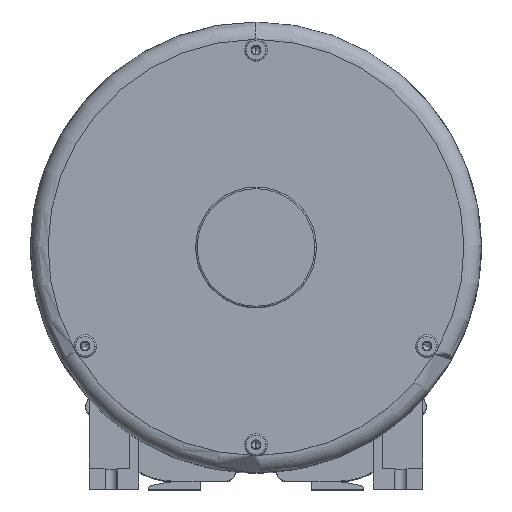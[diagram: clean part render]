
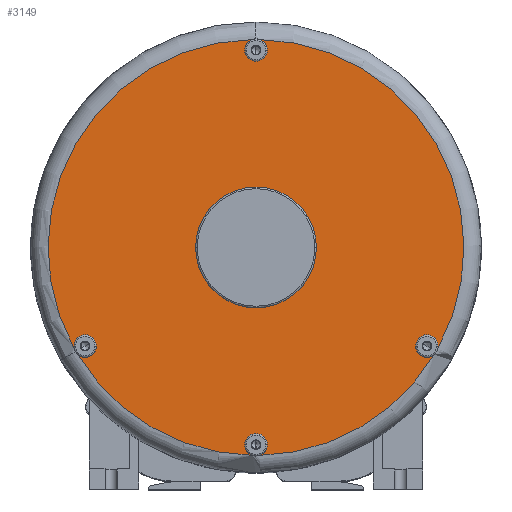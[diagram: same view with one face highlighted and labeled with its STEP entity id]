
A CAD part, top view. The second image highlights one B-rep face of the part: STEP entity #3149.
In plain terms, the highlighted face is planar.
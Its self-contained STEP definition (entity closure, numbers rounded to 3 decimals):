
#1076=CARTESIAN_POINT('',(-190.5,0.,0.));
#1077=DIRECTION('',(-1.,0.,0.));
#1078=DIRECTION('',(0.,0.,1.));
#1079=AXIS2_PLACEMENT_3D('',#1076,#1077,#1078);
#1081=CARTESIAN_POINT('',(-190.5,0.,0.));
#1082=DIRECTION('',(-1.,0.,0.));
#1083=DIRECTION('',(0.,0.,-1.));
#1084=AXIS2_PLACEMENT_3D('',#1081,#1082,#1083);
#1086=CARTESIAN_POINT('',(-190.5,0.,0.));
#1087=DIRECTION('',(-1.,0.,0.));
#1088=DIRECTION('',(0.,-0.515,-0.857));
#1089=AXIS2_PLACEMENT_3D('',#1086,#1087,#1088);
#1091=CARTESIAN_POINT('',(-190.5,-122.5,-212.176));
#1092=DIRECTION('',(-1.,0.,0.));
#1093=DIRECTION('',(0.,-0.759,-0.651));
#1094=AXIS2_PLACEMENT_3D('',#1091,#1092,#1093);
#1096=CARTESIAN_POINT('',(-190.5,-122.5,-212.176));
#1097=DIRECTION('',(-1.,0.,0.));
#1098=DIRECTION('',(0.,0.,1.));
#1099=AXIS2_PLACEMENT_3D('',#1096,#1097,#1098);
#1101=CARTESIAN_POINT('',(-190.5,-122.5,-212.176));
#1102=DIRECTION('',(-1.,0.,0.));
#1103=DIRECTION('',(0.,0.,-1.));
#1104=AXIS2_PLACEMENT_3D('',#1101,#1102,#1103);
#1106=CARTESIAN_POINT('',(-190.5,0.,0.));
#1107=DIRECTION('',(-1.,0.,0.));
#1108=DIRECTION('',(0.,1.,-0.018));
#1109=AXIS2_PLACEMENT_3D('',#1106,#1107,#1108);
#1111=CARTESIAN_POINT('',(-190.5,245.,0.));
#1112=DIRECTION('',(-1.,0.,0.));
#1113=DIRECTION('',(0.,0.943,-0.332));
#1114=AXIS2_PLACEMENT_3D('',#1111,#1112,#1113);
#1116=CARTESIAN_POINT('',(-190.5,245.,0.));
#1117=DIRECTION('',(-1.,0.,0.));
#1118=DIRECTION('',(0.,0.,-1.));
#1119=AXIS2_PLACEMENT_3D('',#1116,#1117,#1118);
#1121=CARTESIAN_POINT('',(-190.5,245.,0.));
#1122=DIRECTION('',(-1.,0.,0.));
#1123=DIRECTION('',(0.,0.,1.));
#1124=AXIS2_PLACEMENT_3D('',#1121,#1122,#1123);
#1126=CARTESIAN_POINT('',(-190.5,0.,0.));
#1127=DIRECTION('',(-1.,0.,0.));
#1128=DIRECTION('',(0.,-0.484,0.875));
#1129=AXIS2_PLACEMENT_3D('',#1126,#1127,#1128);
#1131=CARTESIAN_POINT('',(-190.5,-122.5,212.176));
#1132=DIRECTION('',(-1.,0.,0.));
#1133=DIRECTION('',(0.,-0.185,0.983));
#1134=AXIS2_PLACEMENT_3D('',#1131,#1132,#1133);
#1136=CARTESIAN_POINT('',(-190.5,-122.5,212.176));
#1137=DIRECTION('',(-1.,0.,0.));
#1138=DIRECTION('',(0.,0.,1.));
#1139=AXIS2_PLACEMENT_3D('',#1136,#1137,#1138);
#1141=CARTESIAN_POINT('',(-190.5,-122.5,212.176));
#1142=DIRECTION('',(-1.,0.,0.));
#1143=DIRECTION('',(0.,0.,-1.));
#1144=AXIS2_PLACEMENT_3D('',#1141,#1142,#1143);
#1146=CARTESIAN_POINT('',(-190.5,0.,0.));
#1147=DIRECTION('',(-1.,0.,0.));
#1148=DIRECTION('',(0.,-1.,0.018));
#1149=AXIS2_PLACEMENT_3D('',#1146,#1147,#1148);
#1151=CARTESIAN_POINT('',(-190.5,-245.,0.));
#1152=DIRECTION('',(-1.,0.,0.));
#1153=DIRECTION('',(0.,-0.943,0.332));
#1154=AXIS2_PLACEMENT_3D('',#1151,#1152,#1153);
#1156=CARTESIAN_POINT('',(-190.5,-245.,0.));
#1157=DIRECTION('',(-1.,0.,0.));
#1158=DIRECTION('',(0.,0.,1.));
#1159=AXIS2_PLACEMENT_3D('',#1156,#1157,#1158);
#1161=CARTESIAN_POINT('',(-190.5,-245.,0.));
#1162=DIRECTION('',(-1.,0.,0.));
#1163=DIRECTION('',(0.,0.,-1.));
#1164=AXIS2_PLACEMENT_3D('',#1161,#1162,#1163);
#1883=CARTESIAN_POINT('',(-190.5,0.,75.));
#1884=CARTESIAN_POINT('',(-190.5,0.,-75.));
#1885=VERTEX_POINT('',#1883);
#1886=VERTEX_POINT('',#1884);
#1887=CARTESIAN_POINT('',(-190.5,245.,-14.));
#1888=CARTESIAN_POINT('',(-190.5,245.,14.));
#1889=VERTEX_POINT('',#1887);
#1890=VERTEX_POINT('',#1888);
#1891=CARTESIAN_POINT('',(-190.5,-122.5,226.176));
#1892=CARTESIAN_POINT('',(-190.5,-122.5,198.176));
#1893=VERTEX_POINT('',#1891);
#1894=VERTEX_POINT('',#1892);
#1895=CARTESIAN_POINT('',(-190.5,-245.,14.));
#1896=CARTESIAN_POINT('',(-190.5,-245.,-14.));
#1897=VERTEX_POINT('',#1895);
#1898=VERTEX_POINT('',#1896);
#1899=CARTESIAN_POINT('',(-190.5,-122.5,-198.176));
#1900=CARTESIAN_POINT('',(-190.5,-122.5,-226.176));
#1901=VERTEX_POINT('',#1899);
#1902=VERTEX_POINT('',#1900);
#1973=CARTESIAN_POINT('',(-190.5,-133.124,-221.294));
#1974=CARTESIAN_POINT('',(-190.5,-258.208,-4.641));
#1975=VERTEX_POINT('',#1973);
#1976=VERTEX_POINT('',#1974);
#1982=CARTESIAN_POINT('',(-190.5,258.208,-4.641));
#1983=CARTESIAN_POINT('',(-190.5,-125.085,-225.936));
#1984=VERTEX_POINT('',#1982);
#1985=VERTEX_POINT('',#1983);
#1989=CARTESIAN_POINT('',(-190.5,-125.085,225.936));
#1990=CARTESIAN_POINT('',(-190.5,258.208,4.641));
#1991=VERTEX_POINT('',#1989);
#1992=VERTEX_POINT('',#1990);
#1993=CARTESIAN_POINT('',(-190.5,-258.208,4.641));
#1994=CARTESIAN_POINT('',(-190.5,-133.124,221.294));
#1995=VERTEX_POINT('',#1993);
#1996=VERTEX_POINT('',#1994);
#3105=CARTESIAN_POINT('',(-190.5,0.,0.));
#3106=DIRECTION('',(1.,0.,0.));
#3107=DIRECTION('',(0.,-1.,0.));
#3108=AXIS2_PLACEMENT_3D('',#3105,#3106,#3107);
#3109=PLANE('',#3108);
#3111=ORIENTED_EDGE('',*,*,#3110,.F.);
#3113=ORIENTED_EDGE('',*,*,#3112,.T.);
#3115=ORIENTED_EDGE('',*,*,#3114,.T.);
#3117=ORIENTED_EDGE('',*,*,#3116,.T.);
#3118=ORIENTED_EDGE('',*,*,#3091,.F.);
#3120=ORIENTED_EDGE('',*,*,#3119,.T.);
#3122=ORIENTED_EDGE('',*,*,#3121,.T.);
#3124=ORIENTED_EDGE('',*,*,#3123,.T.);
#3126=ORIENTED_EDGE('',*,*,#3125,.F.);
#3128=ORIENTED_EDGE('',*,*,#3127,.T.);
#3130=ORIENTED_EDGE('',*,*,#3129,.T.);
#3132=ORIENTED_EDGE('',*,*,#3131,.T.);
#3134=ORIENTED_EDGE('',*,*,#3133,.F.);
#3136=ORIENTED_EDGE('',*,*,#3135,.T.);
#3138=ORIENTED_EDGE('',*,*,#3137,.T.);
#3140=ORIENTED_EDGE('',*,*,#3139,.T.);
#3141=EDGE_LOOP('',(#3111,#3113,#3115,#3117,#3118,#3120,#3122,#3124,#3126,#3128,
#3130,#3132,#3134,#3136,#3138,#3140));
#3142=FACE_OUTER_BOUND('',#3141,.F.);
#3144=ORIENTED_EDGE('',*,*,#3143,.T.);
#3146=ORIENTED_EDGE('',*,*,#3145,.T.);
#3147=EDGE_LOOP('',(#3144,#3146));
#3148=FACE_BOUND('',#3147,.F.);
#3149=ADVANCED_FACE('',(#3142,#3148),#3109,.F.);
#1080=CIRCLE('',#1079,75.);
#1085=CIRCLE('',#1084,75.);
#1090=CIRCLE('',#1089,258.25);
#1095=CIRCLE('',#1094,14.);
#1100=CIRCLE('',#1099,14.);
#1105=CIRCLE('',#1104,14.);
#1110=CIRCLE('',#1109,258.25);
#1115=CIRCLE('',#1114,14.);
#1120=CIRCLE('',#1119,14.);
#1125=CIRCLE('',#1124,14.);
#1130=CIRCLE('',#1129,258.25);
#1135=CIRCLE('',#1134,14.);
#1140=CIRCLE('',#1139,14.);
#1145=CIRCLE('',#1144,14.);
#1150=CIRCLE('',#1149,258.25);
#1155=CIRCLE('',#1154,14.);
#1160=CIRCLE('',#1159,14.);
#1165=CIRCLE('',#1164,14.);
#3091=EDGE_CURVE('',#1984,#1985,#1110,.T.);
#3110=EDGE_CURVE('',#1975,#1976,#1090,.T.);
#3112=EDGE_CURVE('',#1975,#1901,#1095,.T.);
#3114=EDGE_CURVE('',#1901,#1902,#1100,.T.);
#3116=EDGE_CURVE('',#1902,#1985,#1105,.T.);
#3119=EDGE_CURVE('',#1984,#1889,#1115,.T.);
#3121=EDGE_CURVE('',#1889,#1890,#1120,.T.);
#3123=EDGE_CURVE('',#1890,#1992,#1125,.T.);
#3125=EDGE_CURVE('',#1991,#1992,#1130,.T.);
#3127=EDGE_CURVE('',#1991,#1893,#1135,.T.);
#3129=EDGE_CURVE('',#1893,#1894,#1140,.T.);
#3131=EDGE_CURVE('',#1894,#1996,#1145,.T.);
#3133=EDGE_CURVE('',#1995,#1996,#1150,.T.);
#3135=EDGE_CURVE('',#1995,#1897,#1155,.T.);
#3137=EDGE_CURVE('',#1897,#1898,#1160,.T.);
#3139=EDGE_CURVE('',#1898,#1976,#1165,.T.);
#3143=EDGE_CURVE('',#1885,#1886,#1080,.T.);
#3145=EDGE_CURVE('',#1886,#1885,#1085,.T.);
